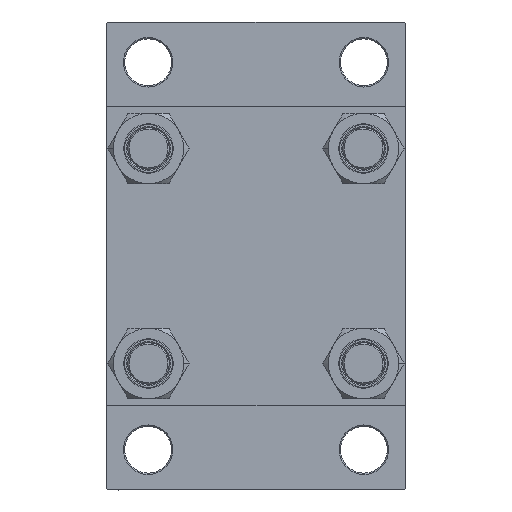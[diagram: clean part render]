
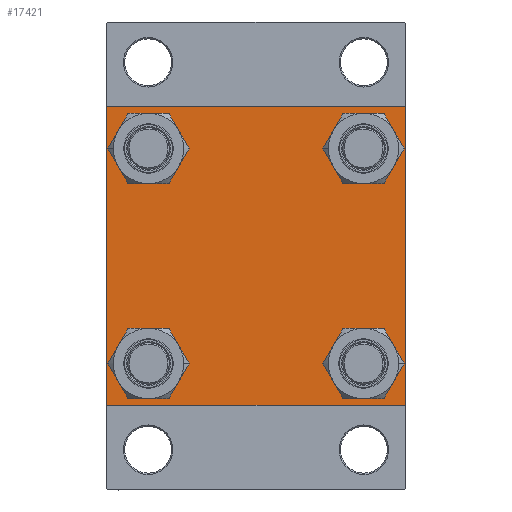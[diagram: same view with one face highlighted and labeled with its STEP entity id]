
A CAD part, left-side view. The second image highlights one B-rep face of the part: STEP entity #17421.
In plain terms, the highlighted planar face has unit normal (-1, 0, 0).
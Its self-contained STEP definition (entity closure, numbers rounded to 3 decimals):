
#776 = ORIENTED_EDGE ( 'NONE', *, *, #43342, .T. ) ;
#880 = EDGE_CURVE ( 'NONE', #6919, #39496, #9758, .T. ) ;
#1120 = ORIENTED_EDGE ( 'NONE', *, *, #3642, .T. ) ;
#1199 = DIRECTION ( 'NONE',  ( 1., 0., 0. ) ) ;
#1586 = CARTESIAN_POINT ( 'NONE',  ( 0., -41.35, 32.85 ) ) ;
#1642 = VECTOR ( 'NONE', #14683, 1000. ) ;
#1654 = CARTESIAN_POINT ( 'NONE',  ( 0., -57., 57.5 ) ) ;
#1913 = CARTESIAN_POINT ( 'NONE',  ( 0., -41.35, 41.35 ) ) ;
#2200 = VERTEX_POINT ( 'NONE', #19241 ) ;
#2374 = DIRECTION ( 'NONE',  ( 0., 0., -1. ) ) ;
#3467 = EDGE_CURVE ( 'NONE', #32521, #16322, #21549, .T. ) ;
#3522 = DIRECTION ( 'NONE',  ( 0., 0., 1. ) ) ;
#3579 = EDGE_CURVE ( 'NONE', #6933, #30805, #27718, .T. ) ;
#3599 = CIRCLE ( 'NONE', #27832, 8.5 ) ;
#3642 = EDGE_CURVE ( 'NONE', #46193, #22066, #43839, .T. ) ;
#3829 = DIRECTION ( 'NONE',  ( 1., 0., 0. ) ) ;
#4347 = EDGE_CURVE ( 'NONE', #23005, #11564, #3599, .T. ) ;
#4942 = DIRECTION ( 'NONE',  ( 1., 0., 0. ) ) ;
#5333 = LINE ( 'NONE', #24616, #7718 ) ;
#5754 = ORIENTED_EDGE ( 'NONE', *, *, #4347, .T. ) ;
#5933 = VECTOR ( 'NONE', #13801, 1000. ) ;
#6919 = VERTEX_POINT ( 'NONE', #21321 ) ;
#6933 = VERTEX_POINT ( 'NONE', #29354 ) ;
#7284 = DIRECTION ( 'NONE',  ( 0., 0., 1. ) ) ;
#7535 = EDGE_LOOP ( 'NONE', ( #13557, #28960, #33304, #1120, #46559, #39914, #24767, #776 ) ) ;
#7718 = VECTOR ( 'NONE', #46374, 1000. ) ;
#7751 = AXIS2_PLACEMENT_3D ( 'NONE', #41395, #22818, #33823 ) ;
#8470 = DIRECTION ( 'NONE',  ( 0., 0., -1. ) ) ;
#8654 = AXIS2_PLACEMENT_3D ( 'NONE', #9947, #40006, #21203 ) ;
#9394 = EDGE_CURVE ( 'NONE', #36292, #16131, #28660, .T. ) ;
#9731 = DIRECTION ( 'NONE',  ( 0., 0., 1. ) ) ;
#9758 = CIRCLE ( 'NONE', #29260, 8.5 ) ;
#9808 = ORIENTED_EDGE ( 'NONE', *, *, #9394, .T. ) ;
#9947 = CARTESIAN_POINT ( 'NONE',  ( 0., 0., 0. ) ) ;
#10060 = CIRCLE ( 'NONE', #20223, 8.5 ) ;
#10123 = CARTESIAN_POINT ( 'NONE',  ( 0., 41.35, -32.85 ) ) ;
#11402 = CARTESIAN_POINT ( 'NONE',  ( 0., -41.35, -41.35 ) ) ;
#11564 = VERTEX_POINT ( 'NONE', #26948 ) ;
#12451 = VECTOR ( 'NONE', #8470, 1000. ) ;
#12922 = EDGE_LOOP ( 'NONE', ( #45735, #25577 ) ) ;
#13075 = DIRECTION ( 'NONE',  ( 0., 0.707, 0.707 ) ) ;
#13297 = CARTESIAN_POINT ( 'NONE',  ( 0., 57., 57.5 ) ) ;
#13447 = DIRECTION ( 'NONE',  ( 0., 0., 1. ) ) ;
#13557 = ORIENTED_EDGE ( 'NONE', *, *, #15122, .T. ) ;
#13801 = DIRECTION ( 'NONE',  ( 0., -0.707, 0.707 ) ) ;
#14132 = LINE ( 'NONE', #43923, #39806 ) ;
#14564 = EDGE_LOOP ( 'NONE', ( #38835, #9808 ) ) ;
#14683 = DIRECTION ( 'NONE',  ( 0., -0.707, -0.707 ) ) ;
#14872 = DIRECTION ( 'NONE',  ( 1., 0., 0. ) ) ;
#15122 = EDGE_CURVE ( 'NONE', #2200, #20948, #41477, .T. ) ;
#15246 = CARTESIAN_POINT ( 'NONE',  ( 0., -41.35, -41.35 ) ) ;
#16131 = VERTEX_POINT ( 'NONE', #47086 ) ;
#16322 = VERTEX_POINT ( 'NONE', #29700 ) ;
#16786 = ORIENTED_EDGE ( 'NONE', *, *, #37741, .T. ) ;
#17334 = LINE ( 'NONE', #46632, #37509 ) ;
#17421 = ADVANCED_FACE ( 'NONE', ( #43189, #20955, #24851, #42712, #28285 ), #20724, .T. ) ;
#17456 = EDGE_CURVE ( 'NONE', #6933, #22066, #36096, .T. ) ;
#18014 = ORIENTED_EDGE ( 'NONE', *, *, #880, .T. ) ;
#18279 = DIRECTION ( 'NONE',  ( 0., 0., 1. ) ) ;
#18818 = CARTESIAN_POINT ( 'NONE',  ( 0., -57.5, -57. ) ) ;
#18829 = CARTESIAN_POINT ( 'NONE',  ( 0., 57.25, -57.25 ) ) ;
#18995 = VERTEX_POINT ( 'NONE', #13297 ) ;
#19241 = CARTESIAN_POINT ( 'NONE',  ( 0., 57.5, 57. ) ) ;
#19376 = CIRCLE ( 'NONE', #21714, 8.5 ) ;
#20223 = AXIS2_PLACEMENT_3D ( 'NONE', #15246, #29646, #45028 ) ;
#20724 = PLANE ( 'NONE',  #8654 ) ;
#20948 = VERTEX_POINT ( 'NONE', #40368 ) ;
#20955 = FACE_BOUND ( 'NONE', #33845, .T. ) ;
#21203 = DIRECTION ( 'NONE',  ( 0., 0., 1. ) ) ;
#21321 = CARTESIAN_POINT ( 'NONE',  ( 0., -41.35, -49.85 ) ) ;
#21549 = CIRCLE ( 'NONE', #27791, 8.5 ) ;
#21714 = AXIS2_PLACEMENT_3D ( 'NONE', #27421, #4942, #13447 ) ;
#22066 = VERTEX_POINT ( 'NONE', #18818 ) ;
#22818 = DIRECTION ( 'NONE',  ( 1., 0., 0. ) ) ;
#23005 = VERTEX_POINT ( 'NONE', #10123 ) ;
#23073 = VECTOR ( 'NONE', #13075, 1000. ) ;
#23496 = VECTOR ( 'NONE', #2374, 1000. ) ;
#23695 = DIRECTION ( 'NONE',  ( 0., 0., 1. ) ) ;
#23914 = DIRECTION ( 'NONE',  ( 1., 0., 0. ) ) ;
#24616 = CARTESIAN_POINT ( 'NONE',  ( 0., 57.5, -57.5 ) ) ;
#24767 = ORIENTED_EDGE ( 'NONE', *, *, #44015, .F. ) ;
#24851 = FACE_BOUND ( 'NONE', #35890, .T. ) ;
#25017 = CIRCLE ( 'NONE', #42995, 8.5 ) ;
#25139 = CARTESIAN_POINT ( 'NONE',  ( 0., -57., -57.5 ) ) ;
#25259 = CARTESIAN_POINT ( 'NONE',  ( 0., -57.25, -57.25 ) ) ;
#25577 = ORIENTED_EDGE ( 'NONE', *, *, #3467, .T. ) ;
#26329 = CARTESIAN_POINT ( 'NONE',  ( 0., 57.5, 57.5 ) ) ;
#26948 = CARTESIAN_POINT ( 'NONE',  ( 0., 41.35, -49.85 ) ) ;
#27421 = CARTESIAN_POINT ( 'NONE',  ( 0., 41.35, 41.35 ) ) ;
#27718 = LINE ( 'NONE', #39442, #23073 ) ;
#27791 = AXIS2_PLACEMENT_3D ( 'NONE', #30886, #14872, #7284 ) ;
#27832 = AXIS2_PLACEMENT_3D ( 'NONE', #34937, #1199, #23695 ) ;
#28226 = CARTESIAN_POINT ( 'NONE',  ( 0., -41.35, -32.85 ) ) ;
#28285 = FACE_OUTER_BOUND ( 'NONE', #7535, .T. ) ;
#28660 = CIRCLE ( 'NONE', #44246, 8.5 ) ;
#28960 = ORIENTED_EDGE ( 'NONE', *, *, #44908, .T. ) ;
#29260 = AXIS2_PLACEMENT_3D ( 'NONE', #11402, #3829, #18279 ) ;
#29354 = CARTESIAN_POINT ( 'NONE',  ( 0., -57.5, 57. ) ) ;
#29646 = DIRECTION ( 'NONE',  ( 1., 0., 0. ) ) ;
#29700 = CARTESIAN_POINT ( 'NONE',  ( 0., 41.35, 49.85 ) ) ;
#30805 = VERTEX_POINT ( 'NONE', #1654 ) ;
#30886 = CARTESIAN_POINT ( 'NONE',  ( 0., 41.35, 41.35 ) ) ;
#32521 = VERTEX_POINT ( 'NONE', #39011 ) ;
#32710 = CARTESIAN_POINT ( 'NONE',  ( 0., 57., -57.5 ) ) ;
#33304 = ORIENTED_EDGE ( 'NONE', *, *, #36966, .T. ) ;
#33346 = CARTESIAN_POINT ( 'NONE',  ( 0., -41.35, 41.35 ) ) ;
#33476 = LINE ( 'NONE', #18829, #1642 ) ;
#33823 = DIRECTION ( 'NONE',  ( 0., 0., 1. ) ) ;
#33845 = EDGE_LOOP ( 'NONE', ( #36072, #18014 ) ) ;
#33992 = VERTEX_POINT ( 'NONE', #32710 ) ;
#34733 = EDGE_CURVE ( 'NONE', #16322, #32521, #19376, .T. ) ;
#34937 = CARTESIAN_POINT ( 'NONE',  ( 0., 41.35, -41.35 ) ) ;
#35890 = EDGE_LOOP ( 'NONE', ( #5754, #16786 ) ) ;
#36072 = ORIENTED_EDGE ( 'NONE', *, *, #36561, .T. ) ;
#36096 = LINE ( 'NONE', #47337, #23496 ) ;
#36292 = VERTEX_POINT ( 'NONE', #1586 ) ;
#36561 = EDGE_CURVE ( 'NONE', #39496, #6919, #10060, .T. ) ;
#36966 = EDGE_CURVE ( 'NONE', #33992, #46193, #5333, .T. ) ;
#37509 = VECTOR ( 'NONE', #42243, 1000. ) ;
#37741 = EDGE_CURVE ( 'NONE', #11564, #23005, #45978, .T. ) ;
#38835 = ORIENTED_EDGE ( 'NONE', *, *, #44054, .T. ) ;
#39011 = CARTESIAN_POINT ( 'NONE',  ( 0., 41.35, 32.85 ) ) ;
#39442 = CARTESIAN_POINT ( 'NONE',  ( 0., -57.25, 57.25 ) ) ;
#39496 = VERTEX_POINT ( 'NONE', #28226 ) ;
#39806 = VECTOR ( 'NONE', #40248, 1000. ) ;
#39914 = ORIENTED_EDGE ( 'NONE', *, *, #3579, .T. ) ;
#40006 = DIRECTION ( 'NONE',  ( -1., 0., 0. ) ) ;
#40248 = DIRECTION ( 'NONE',  ( 0., 0.707, -0.707 ) ) ;
#40368 = CARTESIAN_POINT ( 'NONE',  ( 0., 57.5, -57. ) ) ;
#40916 = DIRECTION ( 'NONE',  ( 1., 0., 0. ) ) ;
#41395 = CARTESIAN_POINT ( 'NONE',  ( 0., 41.35, -41.35 ) ) ;
#41477 = LINE ( 'NONE', #26329, #12451 ) ;
#42243 = DIRECTION ( 'NONE',  ( 0., -1., 0. ) ) ;
#42712 = FACE_BOUND ( 'NONE', #12922, .T. ) ;
#42995 = AXIS2_PLACEMENT_3D ( 'NONE', #1913, #23914, #9731 ) ;
#43189 = FACE_BOUND ( 'NONE', #14564, .T. ) ;
#43342 = EDGE_CURVE ( 'NONE', #18995, #2200, #14132, .T. ) ;
#43839 = LINE ( 'NONE', #25259, #5933 ) ;
#43923 = CARTESIAN_POINT ( 'NONE',  ( 0., 57.25, 57.25 ) ) ;
#44015 = EDGE_CURVE ( 'NONE', #18995, #30805, #17334, .T. ) ;
#44054 = EDGE_CURVE ( 'NONE', #16131, #36292, #25017, .T. ) ;
#44246 = AXIS2_PLACEMENT_3D ( 'NONE', #33346, #40916, #3522 ) ;
#44908 = EDGE_CURVE ( 'NONE', #20948, #33992, #33476, .T. ) ;
#45028 = DIRECTION ( 'NONE',  ( 0., 0., 1. ) ) ;
#45735 = ORIENTED_EDGE ( 'NONE', *, *, #34733, .T. ) ;
#45978 = CIRCLE ( 'NONE', #7751, 8.5 ) ;
#46193 = VERTEX_POINT ( 'NONE', #25139 ) ;
#46374 = DIRECTION ( 'NONE',  ( 0., -1., 0. ) ) ;
#46559 = ORIENTED_EDGE ( 'NONE', *, *, #17456, .F. ) ;
#46632 = CARTESIAN_POINT ( 'NONE',  ( 0., 57.5, 57.5 ) ) ;
#47086 = CARTESIAN_POINT ( 'NONE',  ( 0., -41.35, 49.85 ) ) ;
#47337 = CARTESIAN_POINT ( 'NONE',  ( 0., -57.5, 57.5 ) ) ;
